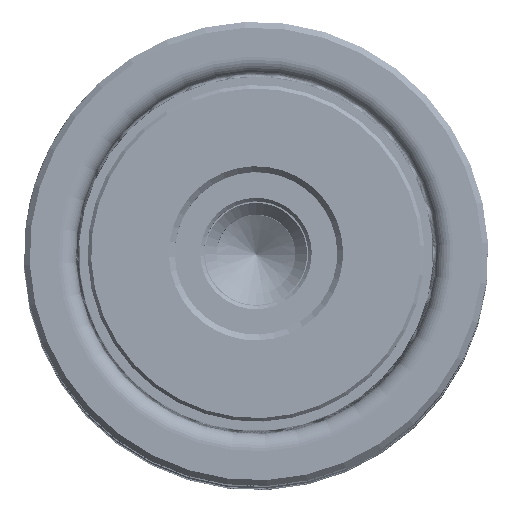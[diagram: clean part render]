
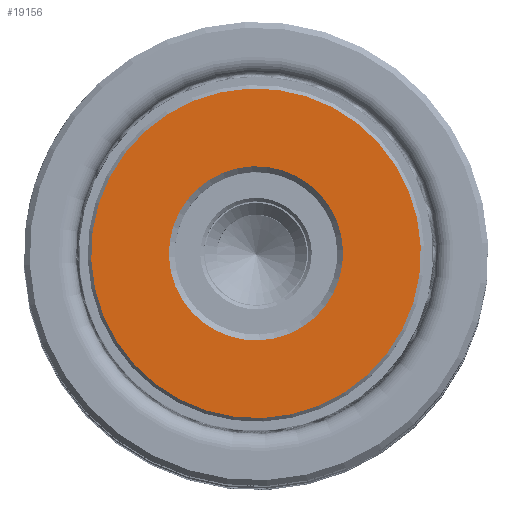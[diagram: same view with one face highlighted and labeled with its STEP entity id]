
A CAD part, top view. The second image highlights one B-rep face of the part: STEP entity #19156.
In plain terms, the highlighted face is planar.
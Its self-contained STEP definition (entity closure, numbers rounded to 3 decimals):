
#613 = EDGE_LOOP ( 'NONE', ( #22683, #18780 ) ) ;
#1288 = AXIS2_PLACEMENT_3D ( 'NONE', #20430, #50651, #24800 ) ;
#4138 = CIRCLE ( 'NONE', #1288, 14.2 ) ;
#7588 = CARTESIAN_POINT ( 'NONE',  ( 0., 0., 0. ) ) ;
#9325 = FACE_OUTER_BOUND ( 'NONE', #613, .T. ) ;
#9533 = CARTESIAN_POINT ( 'NONE',  ( 0., 0., 0. ) ) ;
#11860 = DIRECTION ( 'NONE',  ( 0., 0., 1. ) ) ;
#11959 = DIRECTION ( 'NONE',  ( 1., 0., 0. ) ) ;
#12471 = CARTESIAN_POINT ( 'NONE',  ( 0., 0., 0. ) ) ;
#13091 = VERTEX_POINT ( 'NONE', #26173 ) ;
#14662 = CIRCLE ( 'NONE', #33579, 7.5 ) ;
#14667 = AXIS2_PLACEMENT_3D ( 'NONE', #12471, #42698, #16832 ) ;
#16832 = DIRECTION ( 'NONE',  ( 1., 0., 0. ) ) ;
#17067 = CARTESIAN_POINT ( 'NONE',  ( -7.5, 0., 0. ) ) ;
#18092 = AXIS2_PLACEMENT_3D ( 'NONE', #9533, #44135, #18269 ) ;
#18269 = DIRECTION ( 'NONE',  ( 1., 0., 0. ) ) ;
#18780 = ORIENTED_EDGE ( 'NONE', *, *, #38148, .T. ) ;
#19156 = ADVANCED_FACE ( 'NONE', ( #9325, #43827 ), #39790, .F. ) ;
#20430 = CARTESIAN_POINT ( 'NONE',  ( 0., 0., 0. ) ) ;
#20917 = ORIENTED_EDGE ( 'NONE', *, *, #30154, .T. ) ;
#21799 = AXIS2_PLACEMENT_3D ( 'NONE', #37771, #11860, #42119 ) ;
#22683 = ORIENTED_EDGE ( 'NONE', *, *, #50278, .T. ) ;
#24800 = DIRECTION ( 'NONE',  ( 1., 0., 0. ) ) ;
#26173 = CARTESIAN_POINT ( 'NONE',  ( 14.2, 0., 0. ) ) ;
#28632 = CARTESIAN_POINT ( 'NONE',  ( 7.5, 0., 0. ) ) ;
#30154 = EDGE_CURVE ( 'NONE', #35224, #41472, #55049, .T. ) ;
#31745 = CIRCLE ( 'NONE', #14667, 14.2 ) ;
#33579 = AXIS2_PLACEMENT_3D ( 'NONE', #7588, #37872, #11959 ) ;
#35224 = VERTEX_POINT ( 'NONE', #17067 ) ;
#37771 = CARTESIAN_POINT ( 'NONE',  ( 0., 0., 0. ) ) ;
#37872 = DIRECTION ( 'NONE',  ( 0., 0., 1. ) ) ;
#38148 = EDGE_CURVE ( 'NONE', #47766, #13091, #31745, .T. ) ;
#39790 = PLANE ( 'NONE',  #18092 ) ;
#40933 = EDGE_CURVE ( 'NONE', #41472, #35224, #14662, .T. ) ;
#41472 = VERTEX_POINT ( 'NONE', #28632 ) ;
#42119 = DIRECTION ( 'NONE',  ( 1., 0., 0. ) ) ;
#42698 = DIRECTION ( 'NONE',  ( 0., 0., -1. ) ) ;
#42896 = EDGE_LOOP ( 'NONE', ( #20917, #42980 ) ) ;
#42980 = ORIENTED_EDGE ( 'NONE', *, *, #40933, .T. ) ;
#43827 = FACE_BOUND ( 'NONE', #42896, .T. ) ;
#44135 = DIRECTION ( 'NONE',  ( 0., 0., 1. ) ) ;
#46089 = CARTESIAN_POINT ( 'NONE',  ( -14.2, 0., 0. ) ) ;
#47766 = VERTEX_POINT ( 'NONE', #46089 ) ;
#50278 = EDGE_CURVE ( 'NONE', #13091, #47766, #4138, .T. ) ;
#50651 = DIRECTION ( 'NONE',  ( 0., 0., -1. ) ) ;
#55049 = CIRCLE ( 'NONE', #21799, 7.5 ) ;
